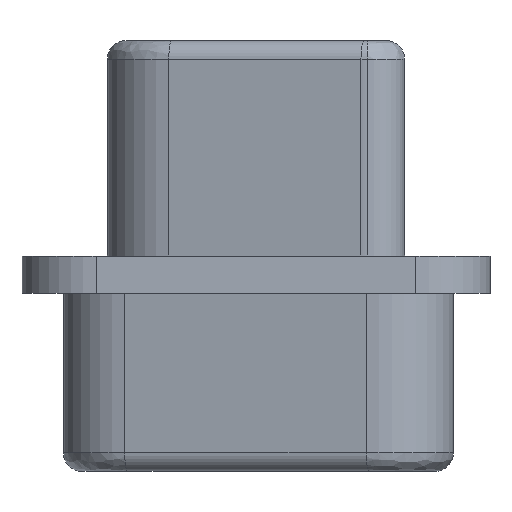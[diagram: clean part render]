
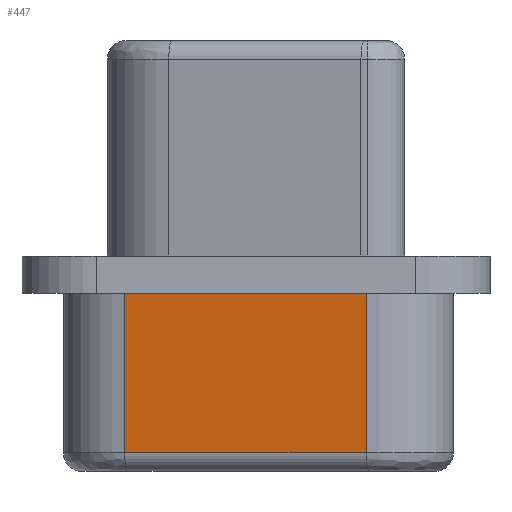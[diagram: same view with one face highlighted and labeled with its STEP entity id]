
A CAD part, left-side view. The second image highlights one B-rep face of the part: STEP entity #447.
In plain terms, the highlighted planar face has unit normal (-0.985, 0.175, 0).
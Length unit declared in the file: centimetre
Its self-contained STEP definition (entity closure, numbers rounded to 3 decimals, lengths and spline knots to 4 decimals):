
#341 = EDGE_CURVE ( 'NONE', #560, #342, #1480, .T. ) ;
#342 = VERTEX_POINT ( 'NONE', #1476 ) ;
#432 = ORIENTED_EDGE ( 'NONE', *, *, #433, .F. ) ;
#433 = EDGE_CURVE ( 'NONE', #342, #452, #1745, .T. ) ;
#447 = ADVANCED_FACE ( 'NONE', ( #1770 ), #1769, .F. ) ;
#448 = EDGE_LOOP ( 'NONE', ( #449, #450, #432, #892 ) ) ;
#449 = ORIENTED_EDGE ( 'NONE', *, *, #573, .F. ) ;
#450 = ORIENTED_EDGE ( 'NONE', *, *, #451, .F. ) ;
#451 = EDGE_CURVE ( 'NONE', #452, #561, #1767, .T. ) ;
#452 = VERTEX_POINT ( 'NONE', #1760 ) ;
#560 = VERTEX_POINT ( 'NONE', #2202 ) ;
#561 = VERTEX_POINT ( 'NONE', #2200 ) ;
#573 = EDGE_CURVE ( 'NONE', #561, #560, #2153, .T. ) ;
#892 = ORIENTED_EDGE ( 'NONE', *, *, #341, .F. ) ;
#1476 = CARTESIAN_POINT ( 'NONE',  ( -0.8178, 0.3535, 0. ) ) ;
#1477 = DIRECTION ( 'NONE',  ( 0., 0., 1. ) ) ;
#1478 = VECTOR ( 'NONE', #1477, 100. ) ;
#1479 = CARTESIAN_POINT ( 'NONE',  ( -0.8178, 0.3535, -0.48 ) ) ;
#1480 = LINE ( 'NONE', #1479, #1478 ) ;
#1742 = DIRECTION ( 'NONE',  ( -0.175, -0.985, 0. ) ) ;
#1743 = VECTOR ( 'NONE', #1742, 100. ) ;
#1744 = CARTESIAN_POINT ( 'NONE',  ( -0.8178, 0.3535, 0. ) ) ;
#1745 = LINE ( 'NONE', #1744, #1743 ) ;
#1760 = CARTESIAN_POINT ( 'NONE',  ( -0.9333, -0.2965, 0. ) ) ;
#1761 = DIRECTION ( 'NONE',  ( 0., 0., -1. ) ) ;
#1762 = VECTOR ( 'NONE', #1761, 100. ) ;
#1763 = CARTESIAN_POINT ( 'NONE',  ( -0.9333, -0.2965, -0.48 ) ) ;
#1764 = DIRECTION ( 'NONE',  ( 0.175, 0.985, 0. ) ) ;
#1765 = DIRECTION ( 'NONE',  ( 0.985, -0.175, 0. ) ) ;
#1766 = CARTESIAN_POINT ( 'NONE',  ( -0.975, -0.5315, -0.48 ) ) ;
#1767 = LINE ( 'NONE', #1763, #1762 ) ;
#1768 = AXIS2_PLACEMENT_3D ( 'NONE', #1766, #1765, #1764 ) ;
#1769 = PLANE ( 'NONE',  #1768 ) ;
#1770 = FACE_OUTER_BOUND ( 'NONE', #448, .T. ) ;
#2129 = DIRECTION ( 'NONE',  ( 0.175, 0.985, 0. ) ) ;
#2130 = VECTOR ( 'NONE', #2129, 100. ) ;
#2131 = CARTESIAN_POINT ( 'NONE',  ( -0.975, -0.5315, -0.43 ) ) ;
#2153 = LINE ( 'NONE', #2131, #2130 ) ;
#2200 = CARTESIAN_POINT ( 'NONE',  ( -0.9333, -0.2965, -0.43 ) ) ;
#2202 = CARTESIAN_POINT ( 'NONE',  ( -0.8178, 0.3535, -0.43 ) ) ;
